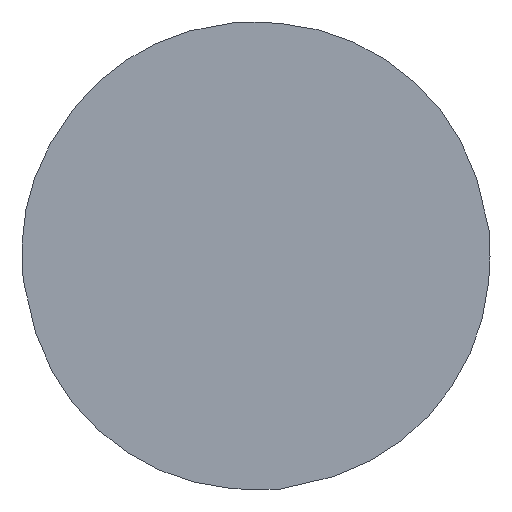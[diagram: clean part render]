
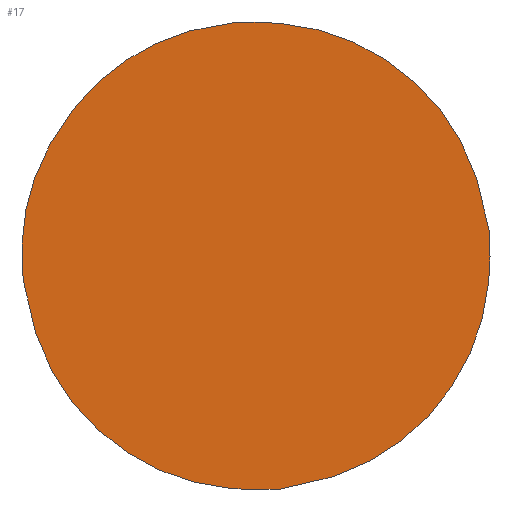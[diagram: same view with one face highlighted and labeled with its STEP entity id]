
A CAD part, top view. The second image highlights one B-rep face of the part: STEP entity #17.
In plain terms, the highlighted planar face has unit normal (0.003, -0.001, -1).
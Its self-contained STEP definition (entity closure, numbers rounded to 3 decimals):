
#17 = ADVANCED_FACE('',(#18),#35,.T.);
#18 = FACE_BOUND('',#19,.F.);
#19 = EDGE_LOOP('',(#20,#49,#71,#93,#115));
#20 = ORIENTED_EDGE('',*,*,#21,.T.);
#21 = EDGE_CURVE('',#22,#24,#26,.T.);
#22 = VERTEX_POINT('',#23);
#23 = CARTESIAN_POINT('',(0.349,5.654,
    -0.006));
#24 = VERTEX_POINT('',#25);
#25 = CARTESIAN_POINT('',(-4.062,3.246,
    -0.014));
#26 = SURFACE_CURVE('',#27,(#34),.PCURVE_S1.);
#27 = B_SPLINE_CURVE_WITH_KNOTS('',3,(#28,#29,#30,#31,#32,#33),
  .UNSPECIFIED.,.F.,.F.,(4,1,1,4),(0.,0.333,0.667,1.),
  .UNSPECIFIED.);
#28 = CARTESIAN_POINT('',(0.349,5.654,
    -0.006));
#29 = CARTESIAN_POINT('',(-0.261,5.59,
    -0.008));
#30 = CARTESIAN_POINT('',(-1.401,5.325,
    -0.01));
#31 = CARTESIAN_POINT('',(-2.855,4.525,
    -0.013));
#32 = CARTESIAN_POINT('',(-3.685,3.718,
    -0.014));
#33 = CARTESIAN_POINT('',(-4.062,3.246,
    -0.014));
#34 = PCURVE('',#35,#40);
#35 = PLANE('',#36);
#36 = AXIS2_PLACEMENT_3D('',#37,#38,#39);
#37 = CARTESIAN_POINT('',(8.829,4.649,
    0.016));
#38 = DIRECTION('',(0.002,-0.001,
    -1.));
#39 = DIRECTION('',(-0.175,-0.985,0.001)
  );
#40 = DEFINITIONAL_REPRESENTATION('',(#41),#48);
#41 = B_SPLINE_CURVE_WITH_KNOTS('',3,(#42,#43,#44,#45,#46,#47),
  .UNSPECIFIED.,.F.,.F.,(4,1,1,4),(0.,0.333,0.667,1.),
  .UNSPECIFIED.);
#42 = CARTESIAN_POINT('',(0.49,8.525));
#43 = CARTESIAN_POINT('',(0.66,9.115));
#44 = CARTESIAN_POINT('',(1.119,10.191));
#45 = CARTESIAN_POINT('',(2.161,11.482));
#46 = CARTESIAN_POINT('',(3.1,12.159));
#47 = CARTESIAN_POINT('',(3.63,12.449));
#48 = ( GEOMETRIC_REPRESENTATION_CONTEXT(2) 
PARAMETRIC_REPRESENTATION_CONTEXT() REPRESENTATION_CONTEXT('2D SPACE',''
  ) );
#49 = ORIENTED_EDGE('',*,*,#50,.T.);
#50 = EDGE_CURVE('',#24,#51,#53,.T.);
#51 = VERTEX_POINT('',#52);
#52 = CARTESIAN_POINT('',(-5.449,-1.497,
    -0.012));
#53 = SURFACE_CURVE('',#54,(#61),.PCURVE_S1.);
#54 = B_SPLINE_CURVE_WITH_KNOTS('',3,(#55,#56,#57,#58,#59,#60),
  .UNSPECIFIED.,.F.,.F.,(4,1,1,4),(0.,0.333,0.667,1.),
  .UNSPECIFIED.);
#55 = CARTESIAN_POINT('',(-4.062,3.246,
    -0.014));
#56 = CARTESIAN_POINT('',(-4.431,2.783,
    -0.014));
#57 = CARTESIAN_POINT('',(-5.026,1.815,
    -0.015));
#58 = CARTESIAN_POINT('',(-5.49,0.251,
    -0.014));
#59 = CARTESIAN_POINT('',(-5.51,-0.898,
    -0.013));
#60 = CARTESIAN_POINT('',(-5.449,-1.497,
    -0.012));
#61 = PCURVE('',#35,#62);
#62 = DEFINITIONAL_REPRESENTATION('',(#63),#70);
#63 = B_SPLINE_CURVE_WITH_KNOTS('',3,(#64,#65,#66,#67,#68,#69),
  .UNSPECIFIED.,.F.,.F.,(4,1,1,4),(0.,0.333,0.667,1.),
  .UNSPECIFIED.);
#64 = CARTESIAN_POINT('',(3.63,12.449));
#65 = CARTESIAN_POINT('',(4.151,12.731));
#66 = CARTESIAN_POINT('',(5.208,13.148));
#67 = CARTESIAN_POINT('',(6.829,13.331));
#68 = CARTESIAN_POINT('',(7.964,13.151));
#69 = CARTESIAN_POINT('',(8.543,12.986));
#70 = ( GEOMETRIC_REPRESENTATION_CONTEXT(2) 
PARAMETRIC_REPRESENTATION_CONTEXT() REPRESENTATION_CONTEXT('2D SPACE',''
  ) );
#71 = ORIENTED_EDGE('',*,*,#72,.T.);
#72 = EDGE_CURVE('',#51,#73,#75,.T.);
#73 = VERTEX_POINT('',#74);
#74 = CARTESIAN_POINT('',(1.683,-7.277,0.013
    ));
#75 = SURFACE_CURVE('',#76,(#83),.PCURVE_S1.);
#76 = B_SPLINE_CURVE_WITH_KNOTS('',3,(#77,#78,#79,#80,#81,#82),
  .UNSPECIFIED.,.F.,.F.,(4,1,1,4),(0.,0.333,0.667,1.),
  .UNSPECIFIED.);
#77 = CARTESIAN_POINT('',(-5.449,-1.497,
    -0.012));
#78 = CARTESIAN_POINT('',(-5.256,-2.756,
    -0.01));
#79 = CARTESIAN_POINT('',(-4.468,-4.867,
    -0.005));
#80 = CARTESIAN_POINT('',(-1.754,-7.038,
    0.004));
#81 = CARTESIAN_POINT('',(0.438,-7.359,
    0.01));
#82 = CARTESIAN_POINT('',(1.683,-7.277,0.013
    ));
#83 = PCURVE('',#35,#84);
#84 = DEFINITIONAL_REPRESENTATION('',(#85),#92);
#85 = B_SPLINE_CURVE_WITH_KNOTS('',3,(#86,#87,#88,#89,#90,#91),
  .UNSPECIFIED.,.F.,.F.,(4,1,1,4),(0.,0.333,0.667,1.),
  .UNSPECIFIED.);
#86 = CARTESIAN_POINT('',(8.543,12.986));
#87 = CARTESIAN_POINT('',(9.749,12.577));
#88 = CARTESIAN_POINT('',(11.69,11.432));
#89 = CARTESIAN_POINT('',(13.354,8.381));
#90 = CARTESIAN_POINT('',(13.288,6.166));
#91 = CARTESIAN_POINT('',(12.99,4.954));
#92 = ( GEOMETRIC_REPRESENTATION_CONTEXT(2) 
PARAMETRIC_REPRESENTATION_CONTEXT() REPRESENTATION_CONTEXT('2D SPACE',''
  ) );
#93 = ORIENTED_EDGE('',*,*,#94,.T.);
#94 = EDGE_CURVE('',#73,#95,#97,.T.);
#95 = VERTEX_POINT('',#96);
#96 = CARTESIAN_POINT('',(7.479,-0.127,
    0.019));
#97 = SURFACE_CURVE('',#98,(#105),.PCURVE_S1.);
#98 = B_SPLINE_CURVE_WITH_KNOTS('',3,(#99,#100,#101,#102,#103,#104),
  .UNSPECIFIED.,.F.,.F.,(4,1,1,4),(0.,0.333,0.667,1.),
  .UNSPECIFIED.);
#99 = CARTESIAN_POINT('',(1.683,-7.277,0.013
    ));
#100 = CARTESIAN_POINT('',(2.943,-7.09,
    0.016));
#101 = CARTESIAN_POINT('',(5.056,-6.306,
    0.02));
#102 = CARTESIAN_POINT('',(7.241,-3.593,
    0.022));
#103 = CARTESIAN_POINT('',(7.562,-1.384,
    0.021));
#104 = CARTESIAN_POINT('',(7.479,-0.127,
    0.019));
#105 = PCURVE('',#35,#106);
#106 = DEFINITIONAL_REPRESENTATION('',(#107),#114);
#107 = B_SPLINE_CURVE_WITH_KNOTS('',3,(#108,#109,#110,#111,#112,#113),
  .UNSPECIFIED.,.F.,.F.,(4,1,1,4),(0.,0.333,0.667,1.),
  .UNSPECIFIED.);
#108 = CARTESIAN_POINT('',(12.99,4.954));
#109 = CARTESIAN_POINT('',(12.585,3.746));
#110 = CARTESIAN_POINT('',(11.445,1.803));
#111 = CARTESIAN_POINT('',(8.392,0.125));
#112 = CARTESIAN_POINT('',(6.161,0.194));
#113 = CARTESIAN_POINT('',(4.938,0.495));
#114 = ( GEOMETRIC_REPRESENTATION_CONTEXT(2) 
PARAMETRIC_REPRESENTATION_CONTEXT() REPRESENTATION_CONTEXT('2D SPACE',''
  ) );
#115 = ORIENTED_EDGE('',*,*,#116,.T.);
#116 = EDGE_CURVE('',#95,#22,#117,.T.);
#117 = SURFACE_CURVE('',#118,(#125),.PCURVE_S1.);
#118 = B_SPLINE_CURVE_WITH_KNOTS('',3,(#119,#120,#121,#122,#123,#124),
  .UNSPECIFIED.,.F.,.F.,(4,1,1,4),(0.,0.333,0.667,1.),
  .UNSPECIFIED.);
#119 = CARTESIAN_POINT('',(7.479,-0.127,
    0.019));
#120 = CARTESIAN_POINT('',(7.287,1.132,
    0.017));
#121 = CARTESIAN_POINT('',(6.5,3.242,
    0.012));
#122 = CARTESIAN_POINT('',(3.787,5.414,
    0.003));
#123 = CARTESIAN_POINT('',(1.594,5.736,
    -0.003));
#124 = CARTESIAN_POINT('',(0.349,5.654,
    -0.006));
#125 = PCURVE('',#35,#126);
#126 = DEFINITIONAL_REPRESENTATION('',(#127),#134);
#127 = B_SPLINE_CURVE_WITH_KNOTS('',3,(#128,#129,#130,#131,#132,#133),
  .UNSPECIFIED.,.F.,.F.,(4,1,1,4),(0.,0.333,0.667,1.),
  .UNSPECIFIED.);
#128 = CARTESIAN_POINT('',(4.938,0.495));
#129 = CARTESIAN_POINT('',(3.732,0.904));
#130 = CARTESIAN_POINT('',(1.792,2.048));
#131 = CARTESIAN_POINT('',(0.126,5.098));
#132 = CARTESIAN_POINT('',(0.192,7.313));
#133 = CARTESIAN_POINT('',(0.49,8.525));
#134 = ( GEOMETRIC_REPRESENTATION_CONTEXT(2) 
PARAMETRIC_REPRESENTATION_CONTEXT() REPRESENTATION_CONTEXT('2D SPACE',''
  ) );
